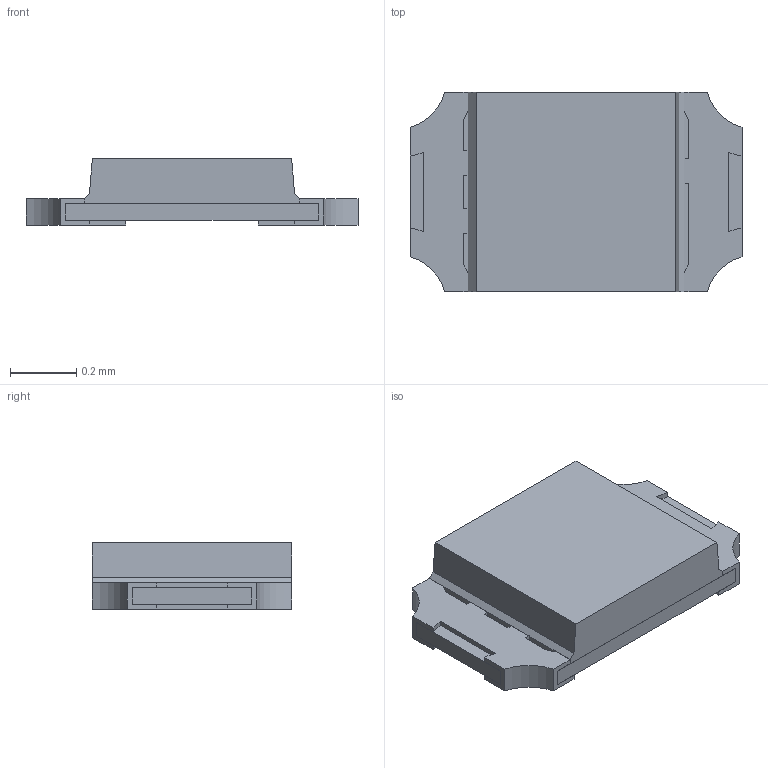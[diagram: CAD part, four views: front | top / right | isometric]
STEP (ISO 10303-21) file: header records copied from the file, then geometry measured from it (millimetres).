
FILE_DESCRIPTION(('FreeCAD Model'),'2;1');
FILE_NAME('SML_P10_cp004_cp.step', '2019-02-08T00:54:24',('kicad StepUp'),('ksu MCAD'), 'Open CASCADE STEP processor 7.2','FreeCAD','Unknown');
FILE_SCHEMA(('AUTOMOTIVE_DESIGN { 1 0 10303 214 1 1 1 1 }'));
Length unit declared in the file: millimetre
Products named in the file (1): SML_P10_cp004_cp
Bounding box: 1 x 0.6 x 0.2 mm (x, y, z)
Volume: 0.1 mm3; surface area: 3.4 mm2
Topology: 4 solids, 4 shells, 90 faces, 262 edges, 176 vertices
Faces by surface type: plane 62, cylinder 28
Entity records: 3619 total; most frequent: CARTESIAN_POINT 529, ORIENTED_EDGE 524, DIRECTION 500, EDGE_CURVE 262, LINE 206, VECTOR 206, VERTEX_POINT 176, AXIS2_PLACEMENT_3D 147
